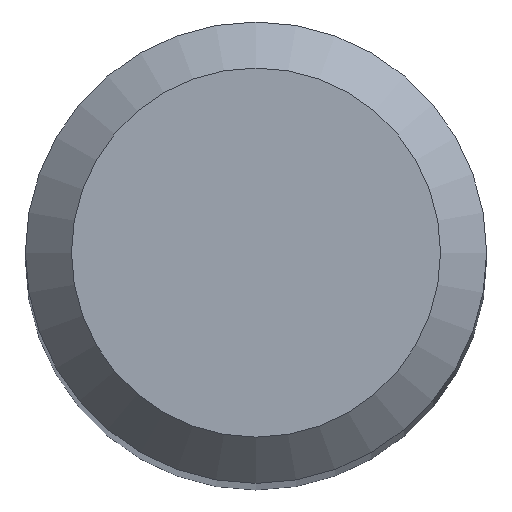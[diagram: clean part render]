
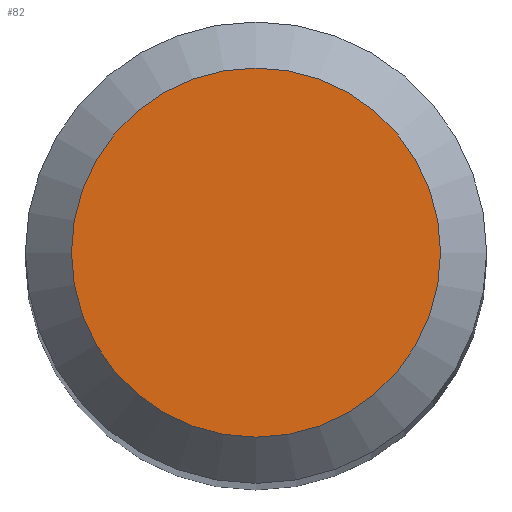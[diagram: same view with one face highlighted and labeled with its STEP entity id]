
A CAD part, top view. The second image highlights one B-rep face of the part: STEP entity #82.
In plain terms, the highlighted planar face has unit normal (0, 0, 1).
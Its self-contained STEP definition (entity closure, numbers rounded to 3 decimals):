
#4 = VERTEX_POINT ( 'NONE', #269 ) ;
#17 = CARTESIAN_POINT ( 'NONE',  ( 0., 0., 38. ) ) ;
#33 = DIRECTION ( 'NONE',  ( 0., 1., 0. ) ) ;
#42 = AXIS2_PLACEMENT_3D ( 'NONE', #17, #103, #33 ) ;
#61 = CARTESIAN_POINT ( 'NONE',  ( 0., 0., 38. ) ) ;
#63 = CIRCLE ( 'NONE', #42, 1.2 ) ;
#66 = PLANE ( 'NONE',  #223 ) ;
#80 = DIRECTION ( 'NONE',  ( 0., 1., 0. ) ) ;
#82 = ADVANCED_FACE ( 'NONE', ( #129 ), #66, .F. ) ;
#85 = DIRECTION ( 'NONE',  ( 0., 0., -1. ) ) ;
#101 = EDGE_CURVE ( 'NONE', #4, #4, #63, .T. ) ;
#103 = DIRECTION ( 'NONE',  ( 0., 0., -1. ) ) ;
#129 = FACE_OUTER_BOUND ( 'NONE', #148, .T. ) ;
#148 = EDGE_LOOP ( 'NONE', ( #178 ) ) ;
#178 = ORIENTED_EDGE ( 'NONE', *, *, #101, .F. ) ;
#223 = AXIS2_PLACEMENT_3D ( 'NONE', #61, #85, #80 ) ;
#269 = CARTESIAN_POINT ( 'NONE',  ( 0., 1.2, 38. ) ) ;
